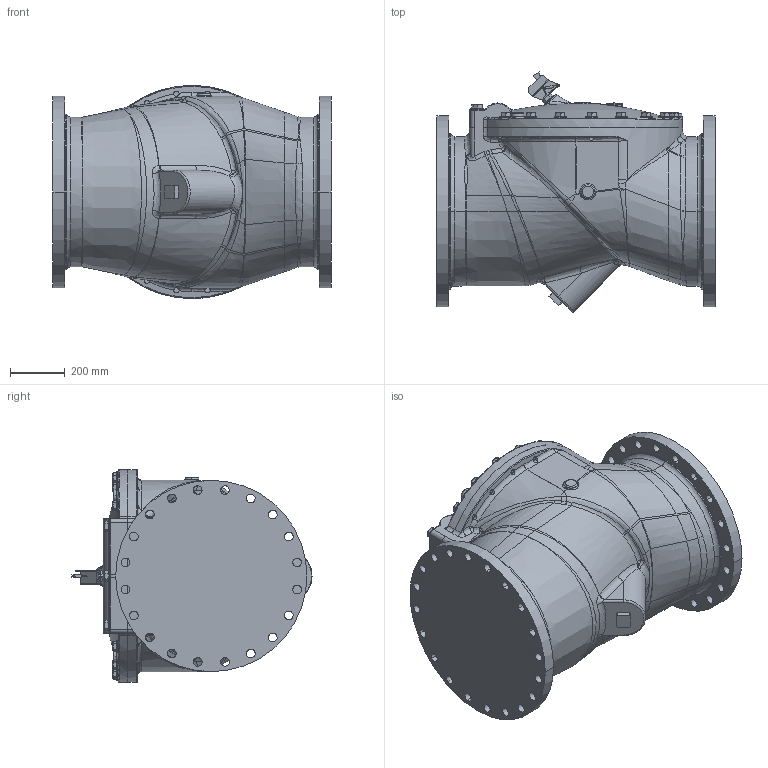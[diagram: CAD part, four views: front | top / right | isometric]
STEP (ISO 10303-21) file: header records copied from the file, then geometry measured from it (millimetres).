
FILE_DESCRIPTION((''),'2;1');
FILE_NAME('520AMI_SW0001','2023-11-02T07:31:39',('jlesh'),(''),'CREO PARAMETRIC BY PTC INC, 2023072','CREO PARAMETRIC BY PTC INC, 2023072','');
FILE_SCHEMA(('AUTOMOTIVE_DESIGN { 1 0 10303 214 1 1 1 1 }'));
Length unit declared in the file: inch
Products named in the file (1): 520AMI_SW0001
Bounding box: 1016 x 876.49 x 777.96 mm (x, y, z)
Volume: 332665399 mm3; surface area: 3696811.8 mm2
Topology: 2 solids, 3 shells, 1118 faces, 2652 edges, 1598 vertices
Faces by surface type: plane 287, bspline 283, cylinder 244, torus 159, cone 127, sphere 18
Entity records: 64180 total; most frequent: CARTESIAN_POINT 33492, ORIENTED_EDGE 5284, DIRECTION 4649, EDGE_CURVE 2642, AXIS2_PLACEMENT_3D 1987, VERTEX_POINT 1598, COLOUR_RGB 1332, EDGE_LOOP 1272
